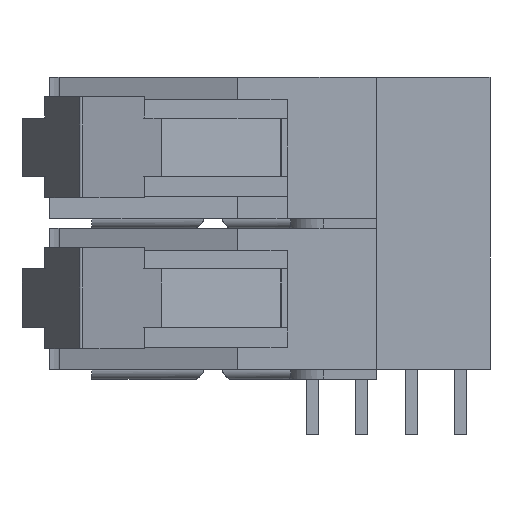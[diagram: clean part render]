
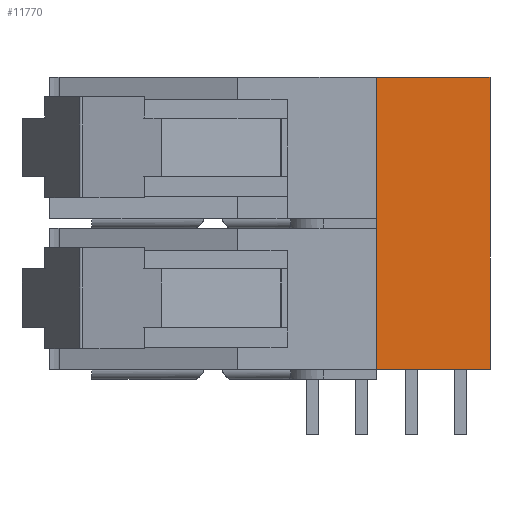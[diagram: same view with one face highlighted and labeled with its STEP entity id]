
A CAD part, left-side view. The second image highlights one B-rep face of the part: STEP entity #11770.
In plain terms, the highlighted planar face has unit normal (-1, 0, 0).
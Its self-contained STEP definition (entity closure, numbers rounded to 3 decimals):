
#675=FACE_OUTER_BOUND($,#1373,.T.);
#1373=EDGE_LOOP($,(#8880,#8881,#8882,#8883));
#2400=LINE($,#17811,#3883);
#2403=LINE($,#17816,#3886);
#2405=LINE($,#17820,#3888);
#2406=LINE($,#17822,#3889);
#3883=VECTOR($,#14343,14.986);
#3886=VECTOR($,#14348,5.842);
#3888=VECTOR($,#14352,14.986);
#3889=VECTOR($,#14355,5.842);
#5213=VERTEX_POINT($,#17808);
#5214=VERTEX_POINT($,#17810);
#5215=VERTEX_POINT($,#17814);
#5216=VERTEX_POINT($,#17818);
#6538=EDGE_CURVE($,#5213,#5214,#2400,.T.);
#6541=EDGE_CURVE($,#5213,#5215,#2403,.T.);
#6543=EDGE_CURVE($,#5215,#5216,#2405,.T.);
#6544=EDGE_CURVE($,#5216,#5214,#2406,.T.);
#8880=ORIENTED_EDGE($,*,*,#6538,.F.);
#8881=ORIENTED_EDGE($,*,*,#6541,.T.);
#8882=ORIENTED_EDGE($,*,*,#6543,.T.);
#8883=ORIENTED_EDGE($,*,*,#6544,.T.);
#11154=PLANE($,#12601);
#11770=ADVANCED_FACE($,(#675),#11154,.T.);
#12601=AXIS2_PLACEMENT_3D($,#17823,#14356,#14357);
#14343=DIRECTION($,(0.,0.,-1.));
#14348=DIRECTION($,(0.,1.,0.));
#14352=DIRECTION($,(0.,0.,-1.));
#14355=DIRECTION($,(0.,-1.,0.));
#14356=DIRECTION('center_axis',(-1.,0.,0.));
#14357=DIRECTION('ref_axis',(0.,0.,-1.));
#17808=CARTESIAN_POINT('',(-16.002,-5.309,15.494));
#17810=CARTESIAN_POINT('',(-16.002,-5.309,0.508));
#17811=CARTESIAN_POINT($,(-16.002,-5.309,8.001));
#17814=CARTESIAN_POINT('',(-16.002,0.533,15.494));
#17816=CARTESIAN_POINT($,(-16.002,-2.388,15.494));
#17818=CARTESIAN_POINT('',(-16.002,0.533,0.508));
#17820=CARTESIAN_POINT($,(-16.002,0.533,8.001));
#17822=CARTESIAN_POINT($,(-16.002,-2.388,0.508));
#17823=CARTESIAN_POINT('Origin',(-16.002,-2.388,8.001));
